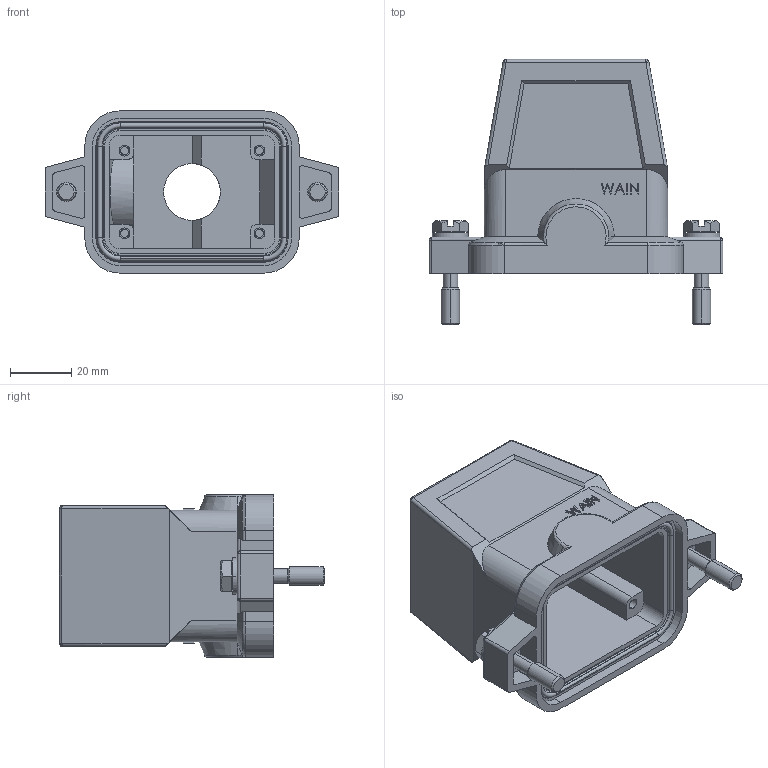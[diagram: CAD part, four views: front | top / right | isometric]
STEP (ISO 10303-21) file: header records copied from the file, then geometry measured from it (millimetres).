
FILE_DESCRIPTION (( 'STEP AP203' ), '1' );
FILE_NAME ('HP6B-TEH-2S-M20.STP', '2017-07-13T13:02:48', ( '微软用户' ), ( '微软中国' ), 'SwSTEP 2.0', 'SolidWorks 2012', '' );
FILE_SCHEMA (( 'CONFIG_CONTROL_DESIGN' ));
Length unit declared in the file: millimetre
Products named in the file (1): HP6B-TEH-2S-M20
Bounding box: 96 x 86.6 x 53 mm (x, y, z)
Volume: 79973.5 mm3; surface area: 36285.8 mm2
Topology: 1 solids, 1 shells, 419 faces, 1053 edges, 653 vertices
Faces by surface type: plane 227, cylinder 122, cone 28, bspline 22, torus 20
Entity records: 12915 total; most frequent: CARTESIAN_POINT 2893, DIRECTION 2075, ORIENTED_EDGE 2068, EDGE_CURVE 1034, AXIS2_PLACEMENT_3D 704, LINE 667, VECTOR 667, VERTEX_POINT 653
